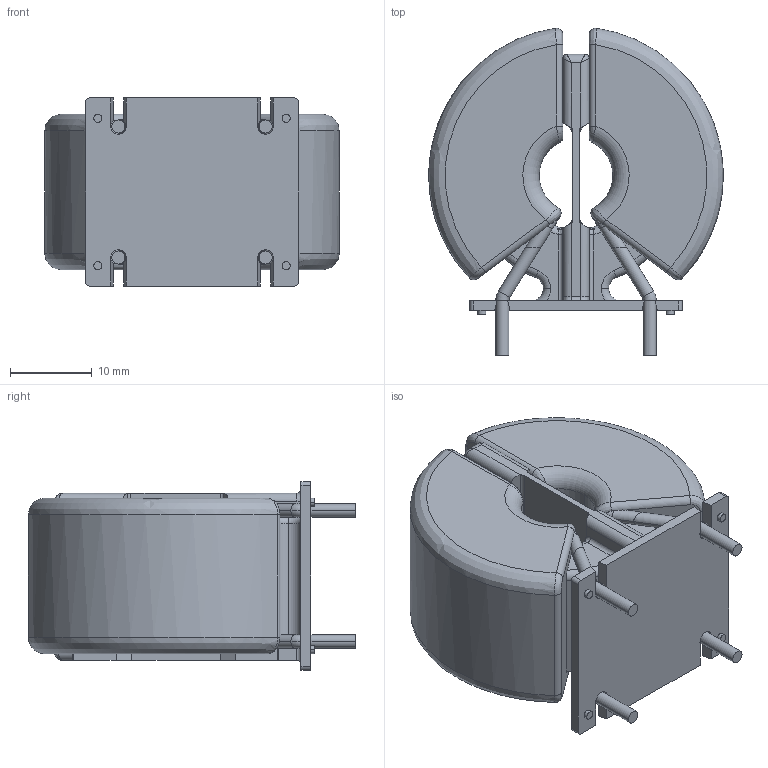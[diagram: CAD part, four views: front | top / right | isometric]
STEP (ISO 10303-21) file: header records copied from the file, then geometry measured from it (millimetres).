
FILE_DESCRIPTION (( 'STEP AP214' ), '1' );
FILE_NAME ('SC-15-02J.STEP', '2019-01-30T01:38:58', ( '' ), ( '' ), 'SwSTEP 2.0', 'SolidWorks 2018', '' );
FILE_SCHEMA (( 'AUTOMOTIVE_DESIGN' ));
Length unit declared in the file: millimetre
Products named in the file (1): SC-15-02J
Bounding box: 36 x 40 x 23 mm (x, y, z)
Volume: 16499.4 mm3; surface area: 7823.6 mm2
Topology: 1 solids, 1 shells, 363 faces, 989 edges, 624 vertices
Faces by surface type: plane 167, cylinder 120, bspline 36, torus 28, cone 12
Entity records: 17726 total; most frequent: CARTESIAN_POINT 4921, ORIENTED_EDGE 1970, DIRECTION 1697, EDGE_CURVE 985, VERTEX_POINT 624, AXIS2_PLACEMENT_3D 584, VECTOR 529, LINE 529
